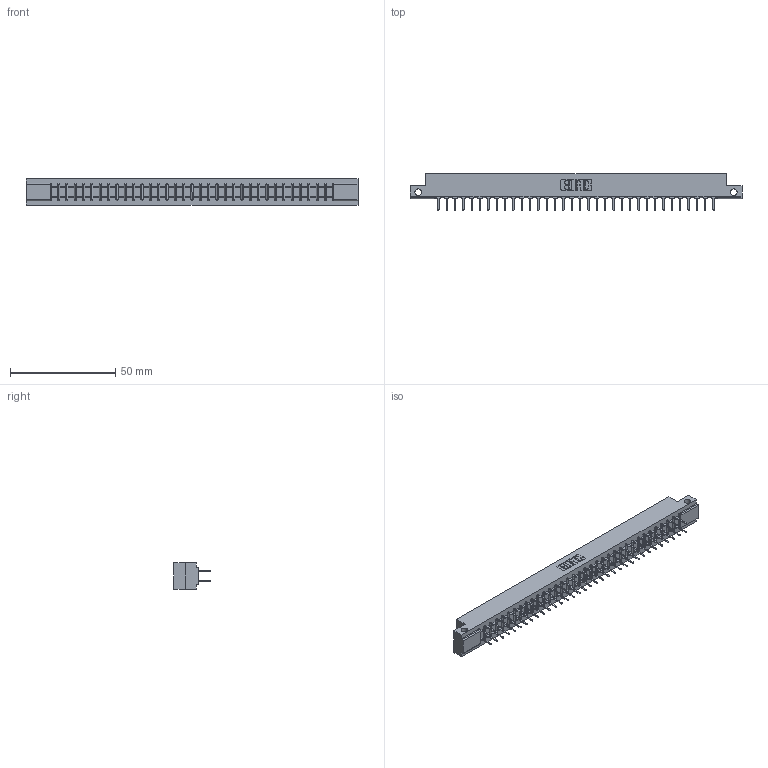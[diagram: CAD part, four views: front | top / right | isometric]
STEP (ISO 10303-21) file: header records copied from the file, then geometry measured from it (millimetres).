
FILE_DESCRIPTION (( 'STEP AP203' ), '1' );
FILE_NAME ('307-068-424-212.STEP', '2020-09-30T21:04:30', ( '' ), ( '' ), 'SwSTEP 2.0', 'SolidWorks 2020', '' );
FILE_SCHEMA (( 'CONFIG_CONTROL_DESIGN' ));
Length unit declared in the file: inch
Products named in the file (3): 307-290-001_524; 307 Part_.128 Dia Side Mounting Holes; 307-068-424-212
Assembly tree (69 placements, depth 2):
  307-068-424-212
    307 Part_.128 Dia Side Mounting Holes
    307-290-001_524  x68
Bounding box: 157.73 x 17.42 x 12.7 mm (x, y, z)
Volume: 16552.4 mm3; surface area: 19844.5 mm2
Topology: 69 solids, 69 shells, 3281 faces, 9163 edges, 5922 vertices
Faces by surface type: plane 2178, cylinder 1033, sphere 70
Entity records: 31192 total; most frequent: CARTESIAN_POINT 5102, ORIENTED_EDGE 5054, DIRECTION 5001, EDGE_CURVE 2527, VECTOR 1935, LINE 1935, VERTEX_POINT 1634, AXIS2_PLACEMENT_3D 1533
